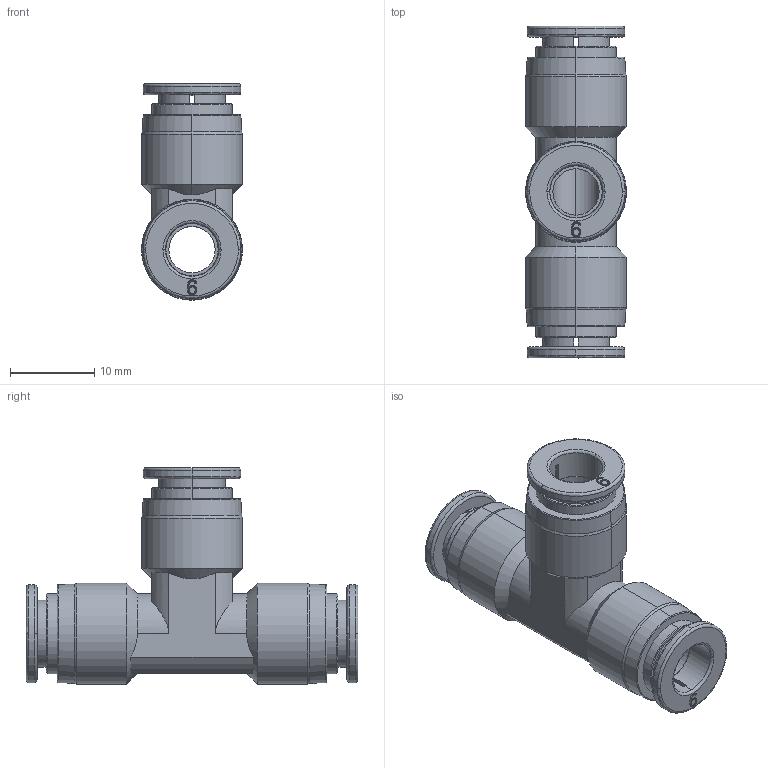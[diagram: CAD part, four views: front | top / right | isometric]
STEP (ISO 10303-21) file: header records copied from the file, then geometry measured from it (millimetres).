
FILE_DESCRIPTION (( 'STEP AP214' ), '1' );
FILE_NAME ('UT6M-SS.step', '2018-03-13T19:32:11', ( '' ), ( '' ), 'SwSTEP 2.0', 'SolidWorks 2017', '' );
FILE_SCHEMA (( 'AUTOMOTIVE_DESIGN' ));
Length unit declared in the file: inch
Products named in the file (1): UT6M-SS
Bounding box: 12 x 39.4 x 25.7 mm (x, y, z)
Volume: 3498 mm3; surface area: 3673.8 mm2
Topology: 1 solids, 1 shells, 207 faces, 530 edges, 339 vertices
Faces by surface type: bspline 72, cylinder 55, plane 50, cone 30
Entity records: 8413 total; most frequent: CARTESIAN_POINT 3749, ORIENTED_EDGE 1060, DIRECTION 819, EDGE_CURVE 530, VERTEX_POINT 339, AXIS2_PLACEMENT_3D 325, EDGE_LOOP 237, ADVANCED_FACE 207
